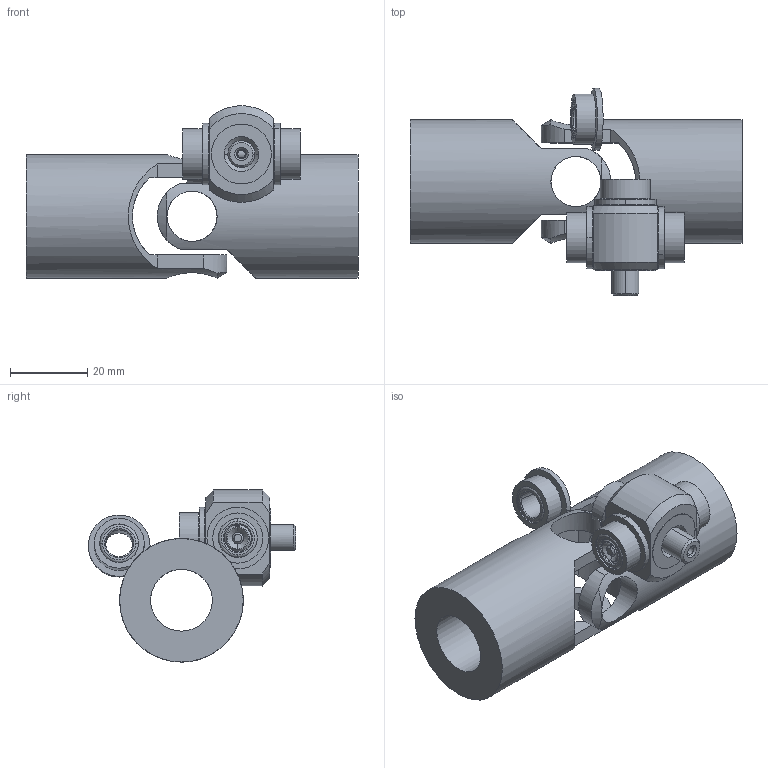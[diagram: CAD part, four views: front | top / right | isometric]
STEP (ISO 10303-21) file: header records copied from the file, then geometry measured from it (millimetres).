
FILE_DESCRIPTION(/* description */ ('Alibre Inc.'),/* implementation_level */ '2;1');
FILE_NAME(/* name */ 'export0',/* time_stamp */ '2013-01-17T09:41:00+01:00',/* author */ (''),/* organization */ (''),/* preprocessor_version */ 'ST-DEVELOPER v14',/* originating_system */ 'Alibre',/* authorisation */ '');
FILE_SCHEMA (('AUTOMOTIVE_DESIGN'));
Length unit declared in the file: centimetre
Bounding box: 86 x 53.73 x 44.58 mm (x, y, z)
Volume: 49905 mm3; surface area: 22266.2 mm2
Topology: 11 solids, 11 shells, 227 faces, 528 edges, 336 vertices
Faces by surface type: cylinder 89, plane 68, cone 62, torus 8
Full cylindrical faces by diameter (mm): 10.06 x8, 13 x8, 16 x2, 32 x2
Entity records: 6494 total; most frequent: CARTESIAN_POINT 1575, DIRECTION 980, ORIENTED_EDGE 918, EDGE_CURVE 459, AXIS2_PLACEMENT_3D 436, VERTEX_POINT 299, EDGE_LOOP 264, FACE_BOUND 264
